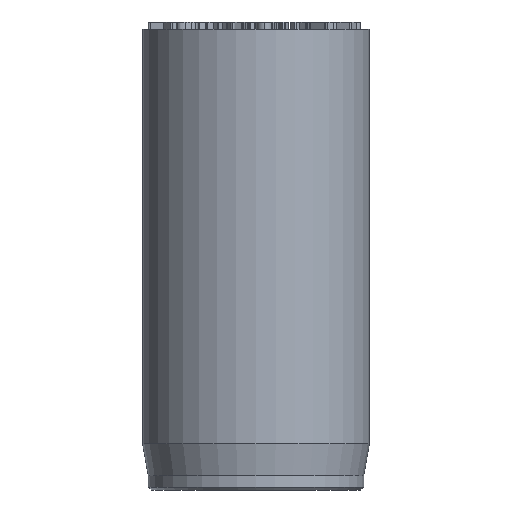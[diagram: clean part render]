
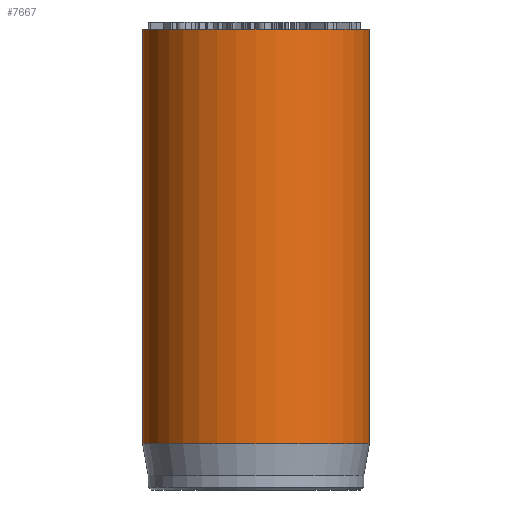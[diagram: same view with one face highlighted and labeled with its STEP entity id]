
A CAD part, front view. The second image highlights one B-rep face of the part: STEP entity #7667.
In plain terms, the highlighted cylindrical face has radius 8 mm (diameter 16 mm), a full revolution.
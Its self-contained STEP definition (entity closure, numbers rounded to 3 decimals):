
#32=CYLINDRICAL_SURFACE('',#7987,8.);
#44=CIRCLE('',#7956,8.);
#60=CIRCLE('',#7985,8.);
#61=CIRCLE('',#7986,8.);
#1062=FACE_OUTER_BOUND('',#1534,.T.);
#1534=EDGE_LOOP('',(#6942,#6943,#6944,#6945,#6946));
#2245=LINE('',#13884,#2962);
#2962=VECTOR('',#9202,8.);
#3681=VERTEX_POINT('',#13825);
#3697=VERTEX_POINT('',#13878);
#3698=VERTEX_POINT('',#13879);
#4760=EDGE_CURVE('',#3681,#3681,#44,.T.);
#4784=EDGE_CURVE('',#3697,#3698,#60,.T.);
#4785=EDGE_CURVE('',#3698,#3697,#61,.T.);
#4787=EDGE_CURVE('',#3681,#3697,#2245,.T.);
#6942=ORIENTED_EDGE('',*,*,#4760,.T.);
#6943=ORIENTED_EDGE('',*,*,#4787,.T.);
#6944=ORIENTED_EDGE('',*,*,#4784,.T.);
#6945=ORIENTED_EDGE('',*,*,#4785,.T.);
#6946=ORIENTED_EDGE('',*,*,#4787,.F.);
#7667=ADVANCED_FACE('',(#1062),#32,.T.);
#7956=AXIS2_PLACEMENT_3D('',#13826,#9129,#9130);
#7985=AXIS2_PLACEMENT_3D('',#13880,#9195,#9196);
#7986=AXIS2_PLACEMENT_3D('',#13881,#9197,#9198);
#7987=AXIS2_PLACEMENT_3D('',#13883,#9200,#9201);
#9129=DIRECTION('center_axis',(0.,0.,-1.));
#9130=DIRECTION('ref_axis',(-1.,0.,0.));
#9195=DIRECTION('center_axis',(0.,0.,1.));
#9196=DIRECTION('ref_axis',(-1.,0.,0.));
#9197=DIRECTION('center_axis',(0.,0.,1.));
#9198=DIRECTION('ref_axis',(-1.,0.,0.));
#9200=DIRECTION('center_axis',(0.,0.,1.));
#9201=DIRECTION('ref_axis',(-1.,0.,0.));
#9202=DIRECTION('',(0.,0.,-1.));
#13825=CARTESIAN_POINT('',(8.,0.,32.5));
#13826=CARTESIAN_POINT('Origin',(0.,0.,32.5));
#13878=CARTESIAN_POINT('',(8.,0.,3.269));
#13879=CARTESIAN_POINT('',(-8.,0.,3.269));
#13880=CARTESIAN_POINT('Origin',(0.,0.,3.269));
#13881=CARTESIAN_POINT('Origin',(0.,0.,3.269));
#13883=CARTESIAN_POINT('Origin',(0.,0.,0.));
#13884=CARTESIAN_POINT('',(8.,0.,0.));
